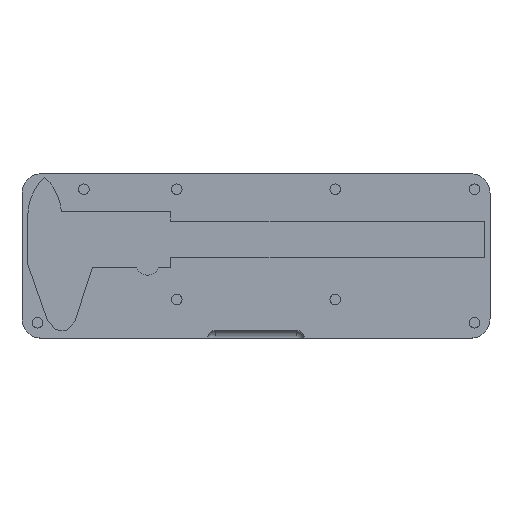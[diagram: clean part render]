
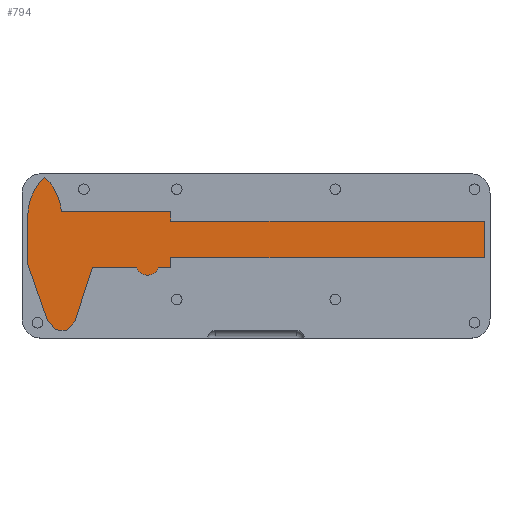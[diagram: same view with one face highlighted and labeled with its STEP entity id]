
A CAD part, top view. The second image highlights one B-rep face of the part: STEP entity #794.
In plain terms, the highlighted planar face has unit normal (0, 0, 1).
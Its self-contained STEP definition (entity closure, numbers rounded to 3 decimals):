
#50=PLANE('',#891);
#95=LINE('',#1298,#167);
#97=LINE('',#1302,#169);
#99=LINE('',#1306,#171);
#101=LINE('',#1310,#173);
#103=LINE('',#1314,#175);
#105=LINE('',#1318,#177);
#107=LINE('',#1322,#179);
#110=LINE('',#1330,#182);
#112=LINE('',#1334,#184);
#114=LINE('',#1338,#186);
#116=LINE('',#1342,#188);
#118=LINE('',#1346,#190);
#120=LINE('',#1350,#192);
#122=LINE('',#1354,#194);
#167=VECTOR('',#1064,10.);
#169=VECTOR('',#1068,10.);
#171=VECTOR('',#1072,10.);
#173=VECTOR('',#1076,10.);
#175=VECTOR('',#1080,10.);
#177=VECTOR('',#1084,10.);
#179=VECTOR('',#1088,10.);
#182=VECTOR('',#1097,10.);
#184=VECTOR('',#1101,10.);
#186=VECTOR('',#1105,10.);
#188=VECTOR('',#1109,10.);
#190=VECTOR('',#1113,10.);
#192=VECTOR('',#1117,10.);
#194=VECTOR('',#1121,10.);
#257=FACE_OUTER_BOUND('',#313,.T.);
#313=EDGE_LOOP('',(#719,#720,#721,#722,#723,#724,#725,#726,#727,#728,#729,
#730,#731,#732,#733,#734,#735));
#349=CIRCLE('',#872,26.835);
#350=CIRCLE('',#881,6.);
#351=CIRCLE('',#890,26.835);
#407=VERTEX_POINT('',#1291);
#408=VERTEX_POINT('',#1293);
#409=VERTEX_POINT('',#1297);
#410=VERTEX_POINT('',#1301);
#411=VERTEX_POINT('',#1305);
#412=VERTEX_POINT('',#1309);
#413=VERTEX_POINT('',#1313);
#414=VERTEX_POINT('',#1317);
#415=VERTEX_POINT('',#1321);
#416=VERTEX_POINT('',#1325);
#417=VERTEX_POINT('',#1329);
#418=VERTEX_POINT('',#1333);
#419=VERTEX_POINT('',#1337);
#420=VERTEX_POINT('',#1341);
#421=VERTEX_POINT('',#1345);
#422=VERTEX_POINT('',#1349);
#423=VERTEX_POINT('',#1353);
#498=EDGE_CURVE('',#407,#408,#349,.F.);
#500=EDGE_CURVE('',#409,#408,#95,.T.);
#502=EDGE_CURVE('',#410,#409,#97,.T.);
#504=EDGE_CURVE('',#411,#410,#99,.T.);
#506=EDGE_CURVE('',#412,#411,#101,.T.);
#508=EDGE_CURVE('',#413,#412,#103,.T.);
#510=EDGE_CURVE('',#414,#413,#105,.T.);
#512=EDGE_CURVE('',#415,#414,#107,.T.);
#514=EDGE_CURVE('',#415,#416,#350,.F.);
#516=EDGE_CURVE('',#417,#416,#110,.T.);
#518=EDGE_CURVE('',#417,#418,#112,.F.);
#520=EDGE_CURVE('',#419,#418,#114,.T.);
#522=EDGE_CURVE('',#420,#419,#116,.T.);
#524=EDGE_CURVE('',#421,#420,#118,.T.);
#526=EDGE_CURVE('',#422,#421,#120,.T.);
#528=EDGE_CURVE('',#423,#422,#122,.T.);
#530=EDGE_CURVE('',#423,#407,#351,.F.);
#719=ORIENTED_EDGE('',*,*,#512,.T.);
#720=ORIENTED_EDGE('',*,*,#510,.T.);
#721=ORIENTED_EDGE('',*,*,#508,.T.);
#722=ORIENTED_EDGE('',*,*,#506,.T.);
#723=ORIENTED_EDGE('',*,*,#504,.T.);
#724=ORIENTED_EDGE('',*,*,#502,.T.);
#725=ORIENTED_EDGE('',*,*,#500,.T.);
#726=ORIENTED_EDGE('',*,*,#498,.F.);
#727=ORIENTED_EDGE('',*,*,#530,.F.);
#728=ORIENTED_EDGE('',*,*,#528,.T.);
#729=ORIENTED_EDGE('',*,*,#526,.T.);
#730=ORIENTED_EDGE('',*,*,#524,.T.);
#731=ORIENTED_EDGE('',*,*,#522,.T.);
#732=ORIENTED_EDGE('',*,*,#520,.T.);
#733=ORIENTED_EDGE('',*,*,#518,.F.);
#734=ORIENTED_EDGE('',*,*,#516,.T.);
#735=ORIENTED_EDGE('',*,*,#514,.F.);
#794=ADVANCED_FACE('',(#257),#50,.F.);
#872=AXIS2_PLACEMENT_3D('',#1294,#1059,#1060);
#881=AXIS2_PLACEMENT_3D('',#1326,#1092,#1093);
#890=AXIS2_PLACEMENT_3D('',#1357,#1125,#1126);
#891=AXIS2_PLACEMENT_3D('',#1358,#1127,#1128);
#1059=DIRECTION('center_axis',(0.,0.,
1.));
#1060=DIRECTION('ref_axis',(0.729,0.685,0.));
#1064=DIRECTION('',(-1.,0.,0.));
#1068=DIRECTION('',(0.,1.,0.));
#1072=DIRECTION('',(-1.,0.,0.));
#1076=DIRECTION('',(0.,1.,0.));
#1080=DIRECTION('',(1.,0.,0.));
#1084=DIRECTION('',(0.,1.,0.));
#1088=DIRECTION('',(1.,0.,0.));
#1092=DIRECTION('center_axis',(0.,0.,
1.));
#1093=DIRECTION('ref_axis',(1.,-0.021,0.));
#1097=DIRECTION('',(1.,0.,0.));
#1101=DIRECTION('',(0.31,0.951,0.));
#1105=DIRECTION('',(0.687,0.727,0.));
#1109=DIRECTION('',(0.999,-0.044,0.));
#1113=DIRECTION('',(0.658,-0.753,0.));
#1117=DIRECTION('',(0.331,-0.944,0.));
#1121=DIRECTION('',(0.,-1.,0.));
#1125=DIRECTION('center_axis',(0.,0.,
1.));
#1126=DIRECTION('ref_axis',(-1.,0.,0.));
#1127=DIRECTION('center_axis',(0.,0.,
-1.));
#1128=DIRECTION('ref_axis',(1.,0.,0.));
#1291=CARTESIAN_POINT('',(-75.769,32.308,0.));
#1293=CARTESIAN_POINT('',(-67.114,14.5,0.));
#1294=CARTESIAN_POINT('Origin',(-93.874,12.5,0.));
#1297=CARTESIAN_POINT('',(-10.5,14.5,0.));
#1298=CARTESIAN_POINT('',(10.5,14.5,0.));
#1301=CARTESIAN_POINT('',(-10.5,9.5,0.));
#1302=CARTESIAN_POINT('',(-10.5,-0.58,0.));
#1305=CARTESIAN_POINT('',(151.5,9.5,0.));
#1306=CARTESIAN_POINT('',(91.5,9.5,0.));
#1309=CARTESIAN_POINT('',(151.5,-9.5,0.));
#1310=CARTESIAN_POINT('',(151.5,-8.08,0.));
#1313=CARTESIAN_POINT('',(-10.5,-9.5,0.));
#1314=CARTESIAN_POINT('',(10.5,-9.5,0.));
#1317=CARTESIAN_POINT('',(-10.5,-14.5,0.));
#1318=CARTESIAN_POINT('',(-10.5,-10.58,0.));
#1321=CARTESIAN_POINT('',(-16.873,-14.5,0.));
#1322=CARTESIAN_POINT('',(7.5,-14.5,0.));
#1325=CARTESIAN_POINT('',(-28.126,-14.5,0.));
#1326=CARTESIAN_POINT('Origin',(-22.499,-12.416,0.));
#1329=CARTESIAN_POINT('',(-51.049,-14.5,0.));
#1330=CARTESIAN_POINT('',(-9.5,-14.5,0.));
#1333=CARTESIAN_POINT('',(-60.044,-42.068,0.));
#1334=CARTESIAN_POINT('',(-50.548,-12.965,0.));
#1337=CARTESIAN_POINT('',(-64.649,-46.937,0.));
#1338=CARTESIAN_POINT('',(-32.52,-12.965,0.));
#1341=CARTESIAN_POINT('',(-70.074,-46.7,0.));
#1342=CARTESIAN_POINT('',(-67.313,-46.821,0.));
#1345=CARTESIAN_POINT('',(-74.326,-41.833,0.));
#1346=CARTESIAN_POINT('',(-59.083,-59.283,0.));
#1349=CARTESIAN_POINT('',(-84.5,-12.841,0.));
#1350=CARTESIAN_POINT('',(-78.627,-29.575,0.));
#1353=CARTESIAN_POINT('',(-84.5,12.5,0.));
#1354=CARTESIAN_POINT('',(-84.5,1.92,0.));
#1357=CARTESIAN_POINT('Origin',(-57.665,12.5,0.));
#1358=CARTESIAN_POINT('Origin',(33.5,-8.661,0.));
